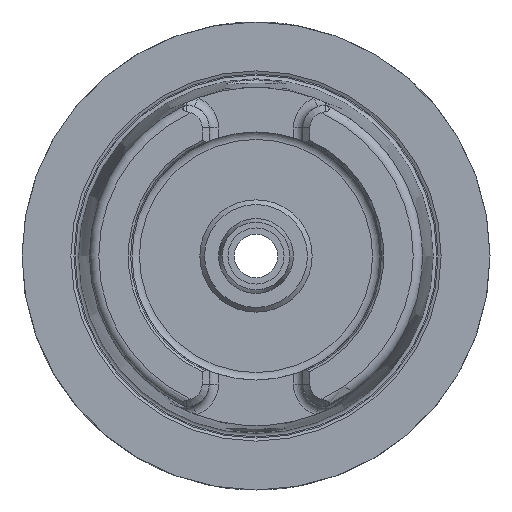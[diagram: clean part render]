
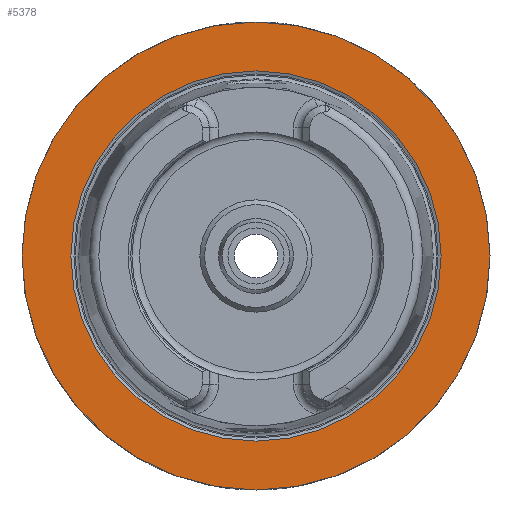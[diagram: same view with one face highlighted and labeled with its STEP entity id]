
A CAD part, left-side view. The second image highlights one B-rep face of the part: STEP entity #5378.
In plain terms, the highlighted planar face has unit normal (-1, 0, 0).
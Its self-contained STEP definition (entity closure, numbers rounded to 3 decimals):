
#4494=CARTESIAN_POINT('',(0.,50.0,0.0));
#4495=VERTEX_POINT('',#4494);
#4496=CARTESIAN_POINT('',(0.,0.,0.0));
#4497=DIRECTION('',(1.0,0.0,0.0));
#4498=DIRECTION('',(0.0,1.0,0.0));
#4499=AXIS2_PLACEMENT_3D('',#4496,#4497,#4498);
#4500=CIRCLE('',#4499,50.0);
#4501=EDGE_CURVE('',#4495,#4495,#4500,.T.);
#5352=CARTESIAN_POINT('',(0.,39.55,0.0));
#5353=VERTEX_POINT('',#5352);
#5354=CARTESIAN_POINT('',(0.,0.,0.0));
#5355=DIRECTION('',(1.0,0.0,0.0));
#5356=DIRECTION('',(0.0,1.0,0.0));
#5357=AXIS2_PLACEMENT_3D('',#5354,#5355,#5356);
#5358=CIRCLE('',#5357,39.55);
#5359=EDGE_CURVE('',#5353,#5353,#5358,.T.);
#5367=CARTESIAN_POINT('',(0.,44.775,0.0));
#5368=DIRECTION('',(-1.0,0.0,0.0));
#5369=DIRECTION('',(0.0,0.0,1.0));
#5370=AXIS2_PLACEMENT_3D('',#5367,#5368,#5369);
#5371=PLANE('',#5370);
#5372=ORIENTED_EDGE('',*,*,#4501,.F.);
#5373=EDGE_LOOP('',(#5372));
#5374=FACE_OUTER_BOUND('',#5373,.T.);
#5375=ORIENTED_EDGE('',*,*,#5359,.T.);
#5376=EDGE_LOOP('',(#5375));
#5377=FACE_BOUND('',#5376,.T.);
#5378=ADVANCED_FACE('',(#5374,#5377),#5371,.T.);
